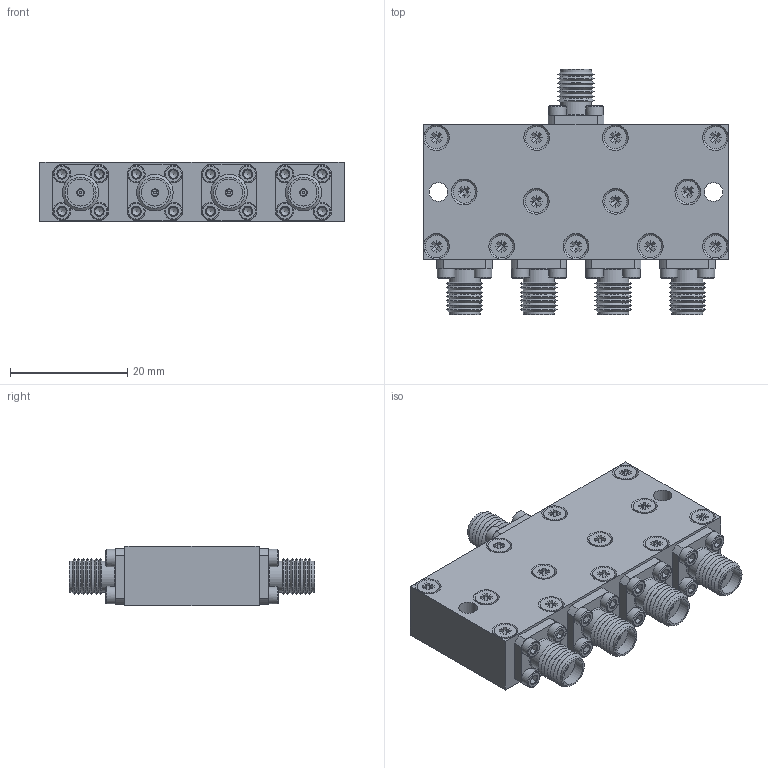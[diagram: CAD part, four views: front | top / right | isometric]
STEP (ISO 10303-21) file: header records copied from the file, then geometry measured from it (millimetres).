
FILE_DESCRIPTION(/* description */ ('Unknown'),/* implementation_level */ '2;1');
FILE_NAME(/* name */ 'DETI_MICROWAVE_4-WAY_POWER_DIVIDER_800208_STEP',/* time_stamp */ '2021-07-01T10:03:38+02:00',/* author */ ('ALG'),/* organization */ ('DETI'),/* preprocessor_version */ 'ST-DEVELOPER v16.7',/* originating_system */ 'Solid Edge',/* authorisation */ 'Unknown');
FILE_SCHEMA (('AUTOMOTIVE_DESIGN {1 0 10303 214 3 1 1}'));
Length unit declared in the file: millimetre
Products named in the file (1): 800208 1501A2
Bounding box: 52.1 x 42 x 10.2 mm (x, y, z)
Volume: 13630.3 mm3; surface area: 7417.2 mm2
Topology: 1 solids, 59 shells, 1123 faces, 2785 edges, 1828 vertices
Faces by surface type: plane 686, cylinder 196, cone 183, torus 58
Full cylindrical faces by diameter (mm): 0.47 x5, 1.1 x5, 1.221 x20, 1.27 x10, 1.567 x13, 1.6 x20, 1.8 x20, 2 x13, 2.2 x13, 3 x20, 3.2 x2, 3.8 x13, 4.1 x5, 4.6 x5, 5.3 x10
Entity records: 36886 total; most frequent: CARTESIAN_POINT 5175, DIRECTION 4835, ORIENTED_EDGE 4272, EDGE_CURVE 2136, FACE_BOUND 1711, AXIS2_PLACEMENT_3D 1699, EDGE_LOOP 1671, VERTEX_POINT 1635
